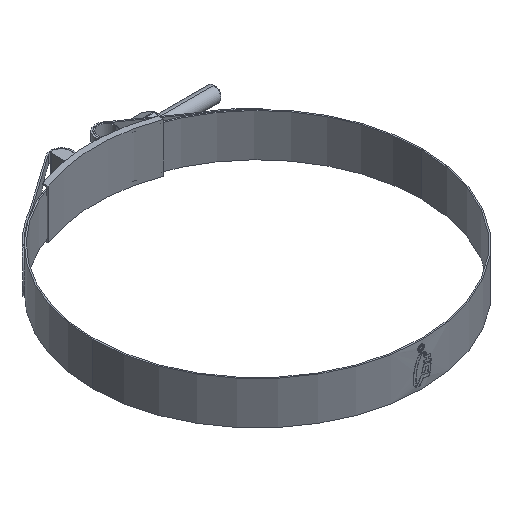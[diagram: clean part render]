
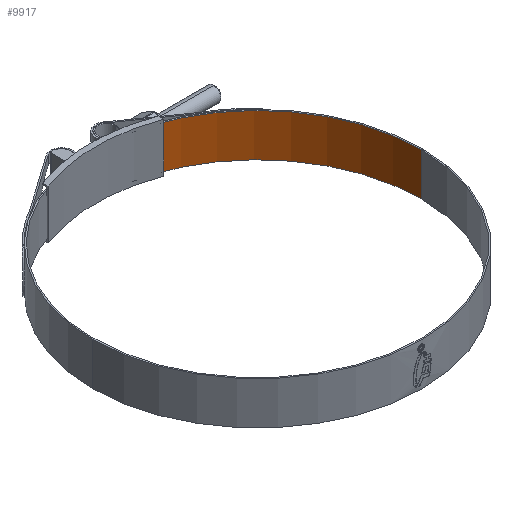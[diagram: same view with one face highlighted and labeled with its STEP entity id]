
A CAD part, isometric view. The second image highlights one B-rep face of the part: STEP entity #9917.
In plain terms, the highlighted cylindrical face has radius 73 mm (diameter 146 mm), a partial arc.
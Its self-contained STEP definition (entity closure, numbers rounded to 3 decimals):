
#52 = EDGE_CURVE ( 'NONE', #2155, #10597, #12592, .T. ) ;
#292 = DIRECTION ( 'NONE',  ( -1., 0., 0. ) ) ;
#702 = EDGE_CURVE ( 'NONE', #2155, #10379, #2381, .T. ) ;
#1577 = LINE ( 'NONE', #5994, #12372 ) ;
#1863 = EDGE_CURVE ( 'NONE', #10597, #8267, #6090, .T. ) ;
#1866 = CARTESIAN_POINT ( 'NONE',  ( 0., 0., 9.525 ) ) ;
#2155 = VERTEX_POINT ( 'NONE', #2888 ) ;
#2381 = CIRCLE ( 'NONE', #4918, 73. ) ;
#2432 = DIRECTION ( 'NONE',  ( 0., 0., -1. ) ) ;
#2888 = CARTESIAN_POINT ( 'NONE',  ( 9.359, 72.398, 9.525 ) ) ;
#3964 = DIRECTION ( 'NONE',  ( -1., 0., 0. ) ) ;
#4599 = FACE_OUTER_BOUND ( 'NONE', #5464, .T. ) ;
#4918 = AXIS2_PLACEMENT_3D ( 'NONE', #1866, #13884, #3964 ) ;
#5464 = EDGE_LOOP ( 'NONE', ( #12806, #11984, #9817, #12186 ) ) ;
#5872 = CARTESIAN_POINT ( 'NONE',  ( 9.359, 72.398, 9.525 ) ) ;
#5994 = CARTESIAN_POINT ( 'NONE',  ( 73., 0., 9.525 ) ) ;
#6090 = CIRCLE ( 'NONE', #14182, 73. ) ;
#6883 = DIRECTION ( 'NONE',  ( 0., 0., -1. ) ) ;
#7256 = CYLINDRICAL_SURFACE ( 'NONE', #9630, 73. ) ;
#7944 = DIRECTION ( 'NONE',  ( -1., 0., 0. ) ) ;
#8252 = EDGE_CURVE ( 'NONE', #10379, #8267, #1577, .T. ) ;
#8267 = VERTEX_POINT ( 'NONE', #13815 ) ;
#8352 = CARTESIAN_POINT ( 'NONE',  ( 0., 0., 9.525 ) ) ;
#9630 = AXIS2_PLACEMENT_3D ( 'NONE', #8352, #2432, #7944 ) ;
#9817 = ORIENTED_EDGE ( 'NONE', *, *, #52, .T. ) ;
#9917 = ADVANCED_FACE ( 'NONE', ( #4599 ), #7256, .F. ) ;
#10379 = VERTEX_POINT ( 'NONE', #12247 ) ;
#10597 = VERTEX_POINT ( 'NONE', #14130 ) ;
#11443 = CARTESIAN_POINT ( 'NONE',  ( 0., 0., -9.525 ) ) ;
#11984 = ORIENTED_EDGE ( 'NONE', *, *, #702, .F. ) ;
#12186 = ORIENTED_EDGE ( 'NONE', *, *, #1863, .T. ) ;
#12247 = CARTESIAN_POINT ( 'NONE',  ( 73., 0., 9.525 ) ) ;
#12303 = VECTOR ( 'NONE', #6883, 1000. ) ;
#12372 = VECTOR ( 'NONE', #13383, 1000. ) ;
#12592 = LINE ( 'NONE', #5872, #12303 ) ;
#12806 = ORIENTED_EDGE ( 'NONE', *, *, #8252, .F. ) ;
#13383 = DIRECTION ( 'NONE',  ( 0., 0., -1. ) ) ;
#13544 = DIRECTION ( 'NONE',  ( 0., 0., -1. ) ) ;
#13815 = CARTESIAN_POINT ( 'NONE',  ( 73., 0., -9.525 ) ) ;
#13884 = DIRECTION ( 'NONE',  ( 0., 0., -1. ) ) ;
#14130 = CARTESIAN_POINT ( 'NONE',  ( 9.359, 72.398, -9.525 ) ) ;
#14182 = AXIS2_PLACEMENT_3D ( 'NONE', #11443, #13544, #292 ) ;
